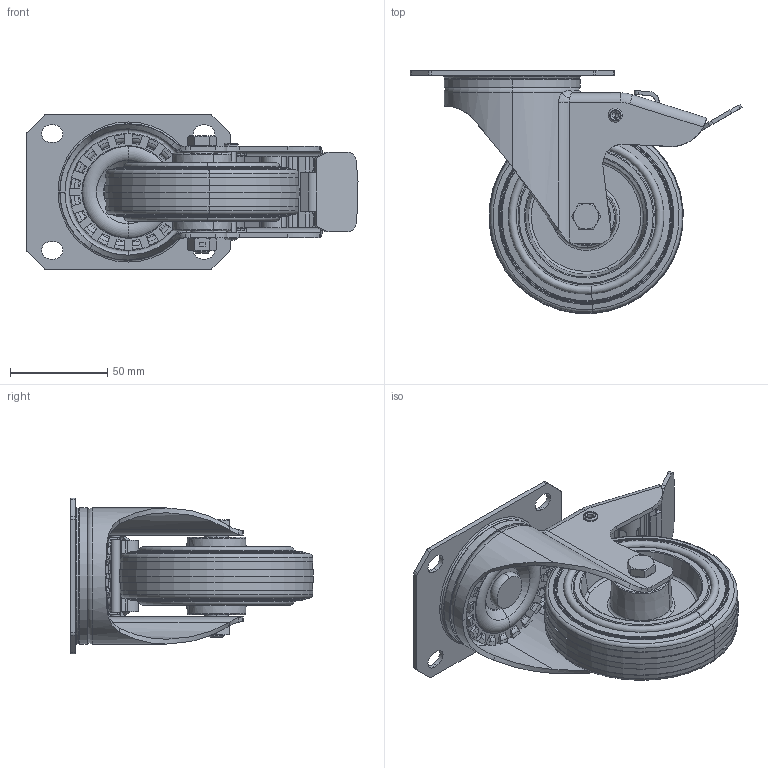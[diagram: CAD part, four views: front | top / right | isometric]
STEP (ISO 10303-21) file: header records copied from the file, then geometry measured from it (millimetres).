
FILE_DESCRIPTION (( 'STEP AP214' ), '1' );
FILE_NAME ('0056362.step', '2023-11-16T10:06:47', ( '' ), ( '' ), 'SwSTEP 2.0', 'SolidWorks 2020', '' );
FILE_SCHEMA (( 'AUTOMOTIVE_DESIGN' ));
Length unit declared in the file: millimetre
Products named in the file (1): 0056362
Bounding box: 170.63 x 124.87 x 80 mm (x, y, z)
Volume: 247457.3 mm3; surface area: 131360.9 mm2
Topology: 11 solids, 11 shells, 1068 faces, 2621 edges, 1605 vertices
Faces by surface type: plane 356, cylinder 267, torus 217, cone 142, bspline 84, sphere 2
Entity records: 52536 total; most frequent: CARTESIAN_POINT 16353, ORIENTED_EDGE 5236, DIRECTION 4887, EDGE_CURVE 2618, AXIS2_PLACEMENT_3D 1963, VERTEX_POINT 1605, EDGE_LOOP 1141, UNCERTAINTY_MEASURE_WITH_UNIT 1081
